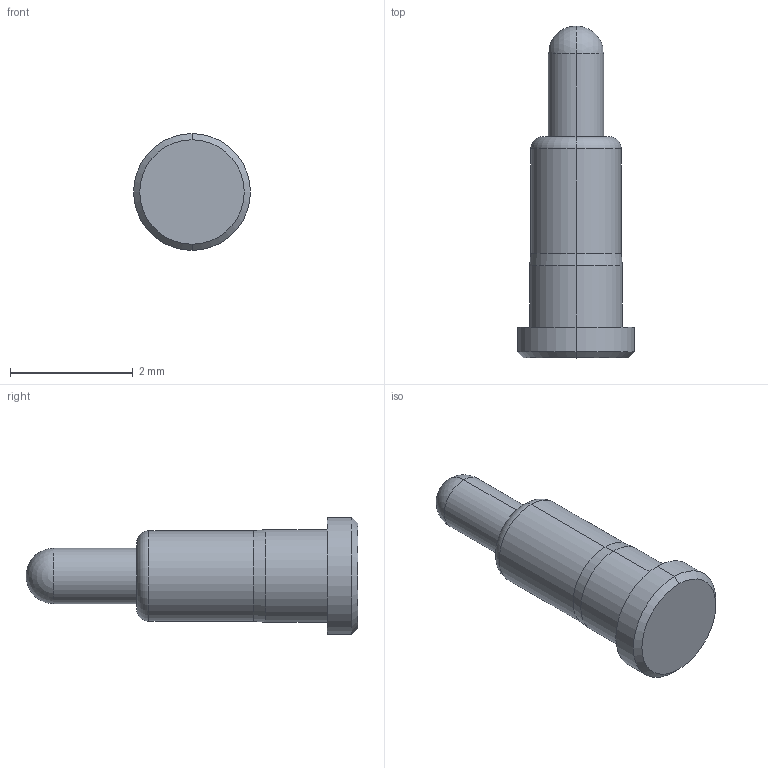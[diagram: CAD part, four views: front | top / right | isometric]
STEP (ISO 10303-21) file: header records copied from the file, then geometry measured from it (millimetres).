
FILE_DESCRIPTION (( 'STEP AP214' ), '1' );
FILE_NAME ('UEBK-12970.STEP', '2019-03-14T07:32:38', ( '' ), ( '' ), 'SwSTEP 2.0', 'SolidWorks 2019', '' );
FILE_SCHEMA (( 'AUTOMOTIVE_DESIGN' ));
Length unit declared in the file: millimetre
Products named in the file (1): UEBK-12970
Bounding box: 1.9 x 5.4 x 1.9 mm (x, y, z)
Volume: 7.8 mm3; surface area: 26.7 mm2
Topology: 1 solids, 1 shells, 19 faces, 40 edges, 23 vertices
Faces by surface type: cylinder 8, cone 4, plane 3, sphere 2, torus 2
Entity records: 516 total; most frequent: DIRECTION 100, CARTESIAN_POINT 77, ORIENTED_EDGE 72, AXIS2_PLACEMENT_3D 44, EDGE_CURVE 36, CIRCLE 24, VERTEX_POINT 21, EDGE_LOOP 21
